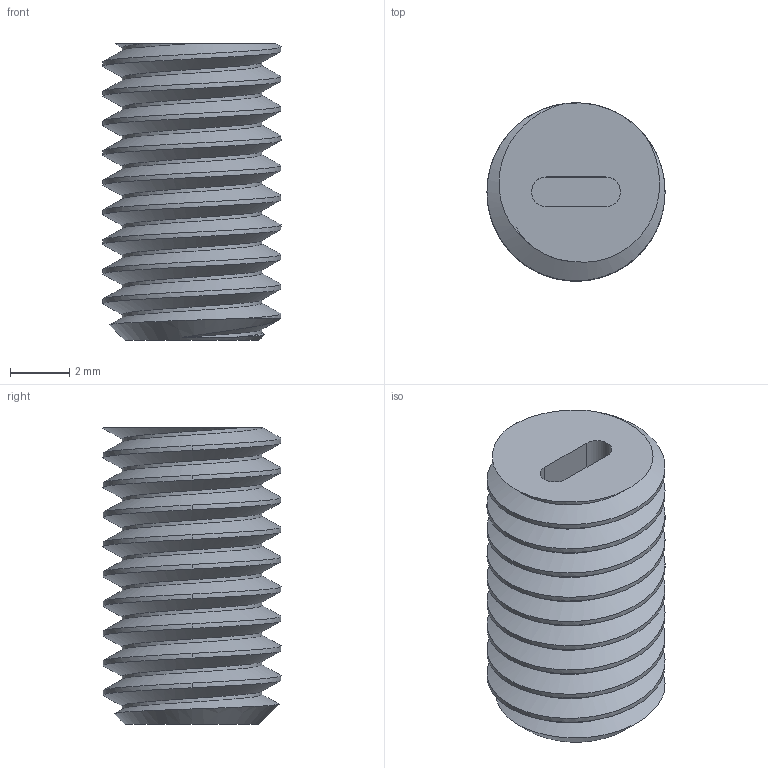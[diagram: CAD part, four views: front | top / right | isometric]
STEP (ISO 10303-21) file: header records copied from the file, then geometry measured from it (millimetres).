
FILE_DESCRIPTION(/* description */ ('STEP AP203'),/* implementation_level */ '2;1');
FILE_NAME(/* name */ 'screws_10mm_m6x1_ext.stp',/* time_stamp */ '2022-12-09T16:54:45+01:00',/* author */ ('Rik Ubaghs'),/* organization */ ('Microsoft'),/* preprocessor_version */ 'ST-DEVELOPER v18.1',/* originating_system */ 'Autodesk Inventor 2021',/* authorisation */ '');
FILE_SCHEMA (('AUTOMOTIVE_DESIGN { 1 0 10303 214 3 1 1 }'));
Length unit declared in the file: millimetre
Products named in the file (1): screws_10mm_m6x1_ext
Bounding box: 6 x 6 x 10 mm (x, y, z)
Volume: 221.5 mm3; surface area: 347.1 mm2
Topology: 1 solids, 1 shells, 21 faces, 55 edges, 37 vertices
Faces by surface type: cylinder 12, plane 5, bspline 3, cone 1
Full cylindrical faces by diameter (mm): 6 x8
Entity records: 4589 total; most frequent: CARTESIAN_POINT 4083, ORIENTED_EDGE 110, DIRECTION 76, EDGE_CURVE 55, VERTEX_POINT 37, AXIS2_PLACEMENT_3D 29, B_SPLINE_CURVE_WITH_KNOTS 25, EDGE_LOOP 22
